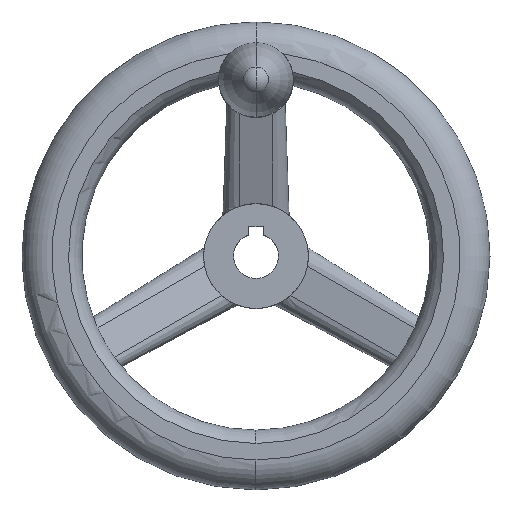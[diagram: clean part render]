
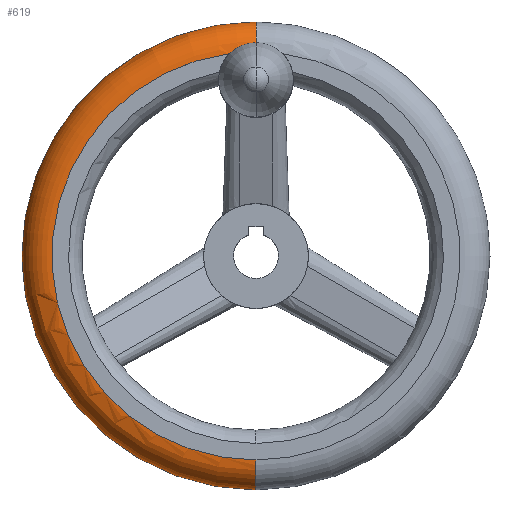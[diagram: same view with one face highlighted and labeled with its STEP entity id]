
A CAD part, top view. The second image highlights one B-rep face of the part: STEP entity #619.
In plain terms, the highlighted toroidal (fillet/blend) face has major radius 54.5 mm and minor radius 8 mm.
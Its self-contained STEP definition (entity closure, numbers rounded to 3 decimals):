
#323=VERTEX_POINT('',#859);
#363=VERTEX_POINT('',#904);
#419=EDGE_CURVE('',#473,#363,#965,.T.);
#451=VERTEX_POINT('',#1000);
#473=VERTEX_POINT('',#1024);
#557=VERTEX_POINT('',#1116);
#559=EDGE_CURVE('',#557,#323,#1118,.T.);
#611=EDGE_CURVE('',#473,#451,#1173,.T.);
#617=EDGE_CURVE('',#557,#451,#1179,.T.);
#619=ADVANCED_FACE('',(#1181),#1182,.T.);
#761=EDGE_CURVE('',#323,#363,#1344,.T.);
#859=CARTESIAN_POINT('',(-7.107,54.035,36.));
#904=CARTESIAN_POINT('',(0.,54.5,36.0));
#965=CIRCLE('',#1748,8.0);
#1000=CARTESIAN_POINT('',(0.,-62.5,28.0));
#1024=CARTESIAN_POINT('',(0.,62.5,28.0));
#1116=CARTESIAN_POINT('',(0.,-54.5,36.0));
#1118=CIRCLE('',#2104,54.5);
#1173=CIRCLE('',#2257,62.5);
#1179=CIRCLE('',#2266,8.0);
#1181=FACE_OUTER_BOUND('',#2268,.T.);
#1182=TOROIDAL_SURFACE('',#2269,54.5,8.0);
#1344=CIRCLE('',#2606,54.5);
#1748=AXIS2_PLACEMENT_3D('',#2869,#2870,#2871);
#2104=AXIS2_PLACEMENT_3D('',#3045,#3046,#3047);
#2257=AXIS2_PLACEMENT_3D('',#3096,#3097,#3098);
#2266=AXIS2_PLACEMENT_3D('',#3105,#3106,#3107);
#2268=EDGE_LOOP('',(#3109,#3110,#3111,#3112,#3113));
#2269=AXIS2_PLACEMENT_3D('',#3114,#3115,#3116);
#2606=AXIS2_PLACEMENT_3D('',#3321,#3322,#3323);
#2869=CARTESIAN_POINT('',(0.,54.5,28.0));
#2870=DIRECTION('',(1.0,0.,0.));
#2871=DIRECTION('',(0.,1.0,0.));
#3045=CARTESIAN_POINT('',(0.,0.,36.0));
#3046=DIRECTION('',(0.,0.,-1.0));
#3047=DIRECTION('',(0.,1.0,0.));
#3096=CARTESIAN_POINT('',(0.,0.,28.0));
#3097=DIRECTION('',(0.,0.,1.0));
#3098=DIRECTION('',(1.0,0.0,0.));
#3105=CARTESIAN_POINT('',(0.,-54.5,28.0));
#3106=DIRECTION('',(1.0,0.,0.));
#3107=DIRECTION('',(0.,-1.0,0.));
#3109=ORIENTED_EDGE('',*,*,#611,.T.);
#3110=ORIENTED_EDGE('',*,*,#617,.F.);
#3111=ORIENTED_EDGE('',*,*,#559,.T.);
#3112=ORIENTED_EDGE('',*,*,#761,.T.);
#3113=ORIENTED_EDGE('',*,*,#419,.F.);
#3114=CARTESIAN_POINT('',(0.,0.,28.0));
#3115=DIRECTION('',(0.,0.,1.0));
#3116=DIRECTION('',(0.,1.0,0.0));
#3321=CARTESIAN_POINT('',(0.,0.,36.0));
#3322=DIRECTION('',(0.,0.,-1.0));
#3323=DIRECTION('',(0.,1.0,0.));
